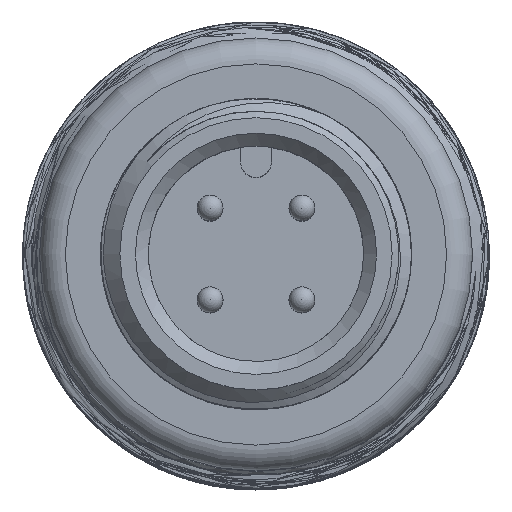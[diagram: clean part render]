
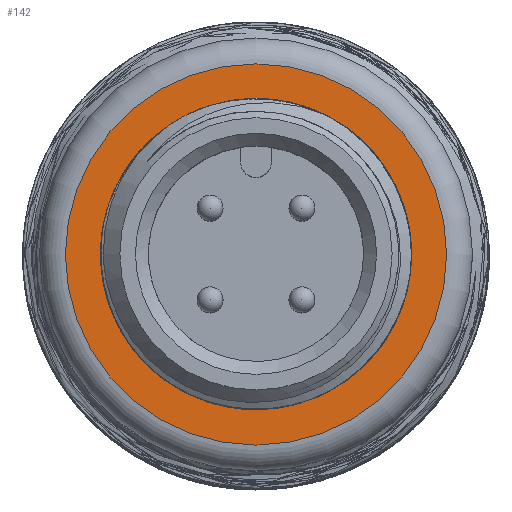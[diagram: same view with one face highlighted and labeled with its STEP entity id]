
A CAD part, top view. The second image highlights one B-rep face of the part: STEP entity #142.
In plain terms, the highlighted planar face has unit normal (0, 0, 1).
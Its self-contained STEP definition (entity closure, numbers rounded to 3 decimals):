
#74=PLANE('',#603);
#102=FACE_BOUND('',#244,.T.);
#103=FACE_BOUND('',#245,.T.);
#142=ADVANCED_FACE('',(#102,#103),#74,.T.);
#244=EDGE_LOOP('',(#370));
#245=EDGE_LOOP('',(#371));
#293=CIRCLE('',#582,5.35);
#303=CIRCLE('',#602,7.35);
#370=ORIENTED_EDGE('',*,*,#528,.T.);
#371=ORIENTED_EDGE('',*,*,#504,.T.);
#453=VERTEX_POINT('',#818);
#473=VERTEX_POINT('',#11658);
#504=EDGE_CURVE('',#453,#453,#293,.T.);
#528=EDGE_CURVE('',#473,#473,#303,.T.);
#582=AXIS2_PLACEMENT_3D('',#817,#667,#668);
#602=AXIS2_PLACEMENT_3D('',#11657,#707,#708);
#603=AXIS2_PLACEMENT_3D('',#11659,#709,#710);
#667=DIRECTION('',(0.,0.,-1.));
#668=DIRECTION('',(-1.,0.,0.));
#707=DIRECTION('',(0.,0.,1.));
#708=DIRECTION('',(1.,0.,0.));
#709=DIRECTION('',(0.,0.,1.));
#710=DIRECTION('',(1.,0.,0.));
#817=CARTESIAN_POINT('',(0.,0.,53.));
#818=CARTESIAN_POINT('',(-5.35,0.,53.));
#11657=CARTESIAN_POINT('',(0.,0.,53.));
#11658=CARTESIAN_POINT('',(7.35,0.,53.));
#11659=CARTESIAN_POINT('',(0.,0.,53.));
